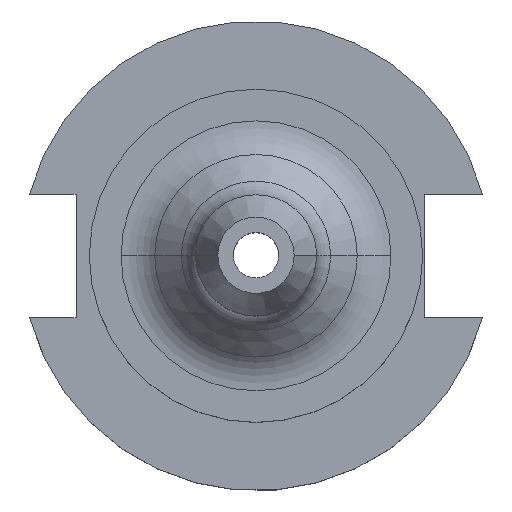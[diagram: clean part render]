
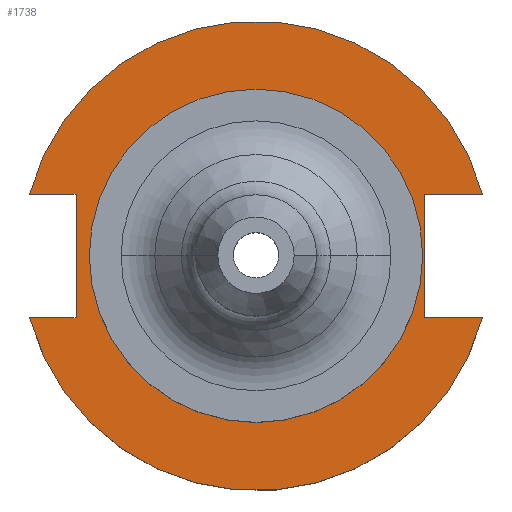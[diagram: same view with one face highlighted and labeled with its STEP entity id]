
A CAD part, top view. The second image highlights one B-rep face of the part: STEP entity #1738.
In plain terms, the highlighted planar face has unit normal (0, 0, 1).
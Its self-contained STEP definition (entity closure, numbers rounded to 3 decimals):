
#2 = EDGE_CURVE ( 'NONE', #849, #731, #315, .T. ) ;
#9 = VECTOR ( 'NONE', #612, 1000. ) ;
#51 = CIRCLE ( 'NONE', #1584, 34.925 ) ;
#80 = CARTESIAN_POINT ( 'NONE',  ( -63.719, -12.954, 19.05 ) ) ;
#91 = CARTESIAN_POINT ( 'NONE',  ( -47.477, -12.954, 19.05 ) ) ;
#93 = EDGE_CURVE ( 'NONE', #1328, #1732, #237, .T. ) ;
#94 = CARTESIAN_POINT ( 'NONE',  ( -37.719, 12.954, 19.05 ) ) ;
#98 = CIRCLE ( 'NONE', #318, 34.925 ) ;
#101 = DIRECTION ( 'NONE',  ( 1., 0., 0. ) ) ;
#108 = DIRECTION ( 'NONE',  ( 0., -1., 0. ) ) ;
#137 = ORIENTED_EDGE ( 'NONE', *, *, #1544, .T. ) ;
#153 = EDGE_CURVE ( 'NONE', #1602, #381, #51, .T. ) ;
#168 = CARTESIAN_POINT ( 'NONE',  ( 35.306, 12.954, 19.05 ) ) ;
#189 = CARTESIAN_POINT ( 'NONE',  ( 0., 0., 19.05 ) ) ;
#213 = VECTOR ( 'NONE', #1762, 1000. ) ;
#237 = LINE ( 'NONE', #1529, #810 ) ;
#268 = CARTESIAN_POINT ( 'NONE',  ( 0., 49.212, 19.05 ) ) ;
#298 = DIRECTION ( 'NONE',  ( 0., 0., 1. ) ) ;
#307 = VERTEX_POINT ( 'NONE', #91 ) ;
#315 = CIRCLE ( 'NONE', #954, 49.212 ) ;
#318 = AXIS2_PLACEMENT_3D ( 'NONE', #189, #1057, #1326 ) ;
#328 = DIRECTION ( 'NONE',  ( -1., 0., 0. ) ) ;
#331 = CARTESIAN_POINT ( 'NONE',  ( -37.719, 12.954, 19.05 ) ) ;
#353 = ORIENTED_EDGE ( 'NONE', *, *, #1611, .F. ) ;
#381 = VERTEX_POINT ( 'NONE', #669 ) ;
#396 = CIRCLE ( 'NONE', #1046, 49.212 ) ;
#399 = CARTESIAN_POINT ( 'NONE',  ( 47.477, 12.954, 19.05 ) ) ;
#420 = FACE_BOUND ( 'NONE', #736, .T. ) ;
#430 = DIRECTION ( 'NONE',  ( 1., 0., 0. ) ) ;
#437 = ORIENTED_EDGE ( 'NONE', *, *, #648, .F. ) ;
#470 = CARTESIAN_POINT ( 'NONE',  ( -63.719, 12.954, 19.05 ) ) ;
#474 = VERTEX_POINT ( 'NONE', #548 ) ;
#492 = CARTESIAN_POINT ( 'NONE',  ( -37.719, -12.954, 19.05 ) ) ;
#548 = CARTESIAN_POINT ( 'NONE',  ( 35.306, 12.954, 19.05 ) ) ;
#604 = EDGE_CURVE ( 'NONE', #1624, #1019, #987, .T. ) ;
#612 = DIRECTION ( 'NONE',  ( -1., 0., 0. ) ) ;
#636 = VECTOR ( 'NONE', #108, 1000. ) ;
#648 = EDGE_CURVE ( 'NONE', #381, #1602, #98, .T. ) ;
#649 = CARTESIAN_POINT ( 'NONE',  ( 35.306, -12.954, 19.05 ) ) ;
#669 = CARTESIAN_POINT ( 'NONE',  ( -34.925, 0., 19.05 ) ) ;
#691 = DIRECTION ( 'NONE',  ( 1., 0., 0. ) ) ;
#715 = CARTESIAN_POINT ( 'NONE',  ( 0., 0., 19.05 ) ) ;
#731 = VERTEX_POINT ( 'NONE', #1675 ) ;
#736 = EDGE_LOOP ( 'NONE', ( #1499, #437 ) ) ;
#739 = EDGE_LOOP ( 'NONE', ( #137, #1691, #819, #353, #1181, #1336, #1552, #1679 ) ) ;
#810 = VECTOR ( 'NONE', #1095, 1000. ) ;
#819 = ORIENTED_EDGE ( 'NONE', *, *, #1117, .F. ) ;
#844 = CARTESIAN_POINT ( 'NONE',  ( 47.477, -12.954, 19.05 ) ) ;
#849 = VERTEX_POINT ( 'NONE', #399 ) ;
#914 = FACE_OUTER_BOUND ( 'NONE', #739, .T. ) ;
#954 = AXIS2_PLACEMENT_3D ( 'NONE', #1055, #1206, #1357 ) ;
#973 = EDGE_CURVE ( 'NONE', #307, #1624, #1016, .T. ) ;
#987 = LINE ( 'NONE', #331, #213 ) ;
#992 = PLANE ( 'NONE',  #1463 ) ;
#1016 = LINE ( 'NONE', #80, #1454 ) ;
#1019 = VERTEX_POINT ( 'NONE', #94 ) ;
#1030 = CARTESIAN_POINT ( 'NONE',  ( 34.925, 0., 19.05 ) ) ;
#1046 = AXIS2_PLACEMENT_3D ( 'NONE', #715, #1300, #1458 ) ;
#1055 = CARTESIAN_POINT ( 'NONE',  ( 0., 0., 19.05 ) ) ;
#1057 = DIRECTION ( 'NONE',  ( 0., 0., 1. ) ) ;
#1095 = DIRECTION ( 'NONE',  ( 1., 0., 0. ) ) ;
#1117 = EDGE_CURVE ( 'NONE', #474, #1328, #1192, .T. ) ;
#1122 = LINE ( 'NONE', #168, #1491 ) ;
#1181 = ORIENTED_EDGE ( 'NONE', *, *, #2, .T. ) ;
#1192 = LINE ( 'NONE', #1813, #636 ) ;
#1206 = DIRECTION ( 'NONE',  ( 0., 0., 1. ) ) ;
#1247 = CARTESIAN_POINT ( 'NONE',  ( 0., 0., 19.05 ) ) ;
#1300 = DIRECTION ( 'NONE',  ( 0., 0., 1. ) ) ;
#1326 = DIRECTION ( 'NONE',  ( 1., 0., 0. ) ) ;
#1328 = VERTEX_POINT ( 'NONE', #649 ) ;
#1336 = ORIENTED_EDGE ( 'NONE', *, *, #1578, .F. ) ;
#1357 = DIRECTION ( 'NONE',  ( 1., 0., 0. ) ) ;
#1454 = VECTOR ( 'NONE', #101, 1000. ) ;
#1458 = DIRECTION ( 'NONE',  ( 1., 0., 0. ) ) ;
#1463 = AXIS2_PLACEMENT_3D ( 'NONE', #268, #298, #430 ) ;
#1491 = VECTOR ( 'NONE', #328, 1000. ) ;
#1499 = ORIENTED_EDGE ( 'NONE', *, *, #153, .F. ) ;
#1529 = CARTESIAN_POINT ( 'NONE',  ( 35.306, -12.954, 19.05 ) ) ;
#1544 = EDGE_CURVE ( 'NONE', #307, #1732, #396, .T. ) ;
#1552 = ORIENTED_EDGE ( 'NONE', *, *, #604, .F. ) ;
#1561 = DIRECTION ( 'NONE',  ( 0., 0., 1. ) ) ;
#1578 = EDGE_CURVE ( 'NONE', #1019, #731, #1837, .T. ) ;
#1584 = AXIS2_PLACEMENT_3D ( 'NONE', #1247, #1561, #691 ) ;
#1602 = VERTEX_POINT ( 'NONE', #1030 ) ;
#1611 = EDGE_CURVE ( 'NONE', #849, #474, #1122, .T. ) ;
#1624 = VERTEX_POINT ( 'NONE', #492 ) ;
#1675 = CARTESIAN_POINT ( 'NONE',  ( -47.477, 12.954, 19.05 ) ) ;
#1679 = ORIENTED_EDGE ( 'NONE', *, *, #973, .F. ) ;
#1691 = ORIENTED_EDGE ( 'NONE', *, *, #93, .F. ) ;
#1732 = VERTEX_POINT ( 'NONE', #844 ) ;
#1738 = ADVANCED_FACE ( 'NONE', ( #420, #914 ), #992, .T. ) ;
#1762 = DIRECTION ( 'NONE',  ( 0., 1., 0. ) ) ;
#1813 = CARTESIAN_POINT ( 'NONE',  ( 35.306, 12.954, 19.05 ) ) ;
#1837 = LINE ( 'NONE', #470, #9 ) ;
